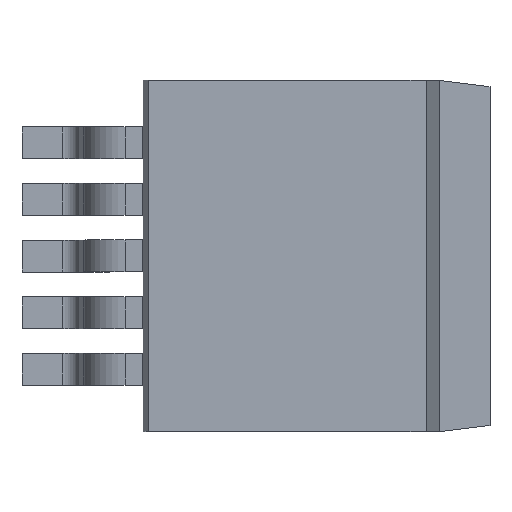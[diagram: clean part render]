
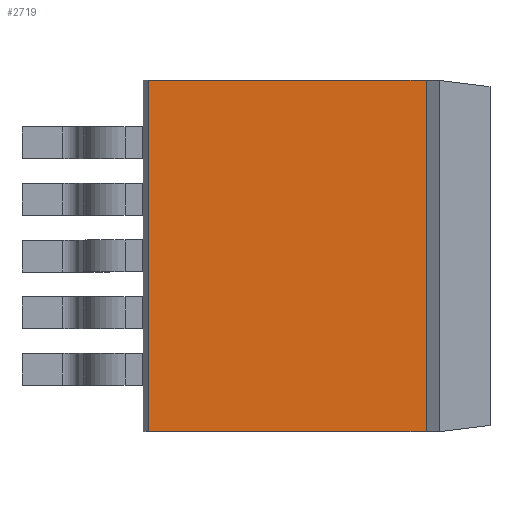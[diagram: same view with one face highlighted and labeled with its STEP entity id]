
A CAD part, top view. The second image highlights one B-rep face of the part: STEP entity #2719.
In plain terms, the highlighted planar face has unit normal (0, 0, 1).
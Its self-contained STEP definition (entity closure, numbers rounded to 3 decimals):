
#2578=CARTESIAN_POINT('',(-3.144,5.27,4.632));
#2579=VERTEX_POINT('',#2578);
#2586=CARTESIAN_POINT('',(5.191,5.27,4.632));
#2587=VERTEX_POINT('',#2586);
#2588=CARTESIAN_POINT('',(5.191,5.27,4.632));
#2589=DIRECTION('',(-1.0,0.0,0.0));
#2590=VECTOR('',#2589,8.336);
#2591=LINE('',#2588,#2590);
#2592=EDGE_CURVE('',#2587,#2579,#2591,.T.);
#2636=CARTESIAN_POINT('',(5.191,-5.27,4.632));
#2637=VERTEX_POINT('',#2636);
#2644=CARTESIAN_POINT('',(-3.144,-5.27,4.632));
#2645=VERTEX_POINT('',#2644);
#2646=CARTESIAN_POINT('',(-3.144,-5.27,4.632));
#2647=DIRECTION('',(1.0,0.0,0.0));
#2648=VECTOR('',#2647,8.336);
#2649=LINE('',#2646,#2648);
#2650=EDGE_CURVE('',#2645,#2637,#2649,.T.);
#2692=CARTESIAN_POINT('',(-3.144,5.27,4.632));
#2693=DIRECTION('',(0.0,-1.0,0.0));
#2694=VECTOR('',#2693,10.54);
#2695=LINE('',#2692,#2694);
#2696=EDGE_CURVE('',#2579,#2645,#2695,.T.);
#2703=CARTESIAN_POINT('',(-4.079,-5.869,4.632));
#2704=DIRECTION('',(0.0,0.0,1.0));
#2705=DIRECTION('',(1.0,0.0,0.0));
#2706=AXIS2_PLACEMENT_3D('',#2703,#2704,#2705);
#2707=PLANE('',#2706);
#2708=ORIENTED_EDGE('',*,*,#2650,.T.);
#2709=CARTESIAN_POINT('',(5.191,-5.27,4.632));
#2710=DIRECTION('',(0.0,1.0,0.0));
#2711=VECTOR('',#2710,10.54);
#2712=LINE('',#2709,#2711);
#2713=EDGE_CURVE('',#2587,#2637,#2712,.F.);
#2714=ORIENTED_EDGE('',*,*,#2713,.F.);
#2715=ORIENTED_EDGE('',*,*,#2592,.T.);
#2716=ORIENTED_EDGE('',*,*,#2696,.T.);
#2717=EDGE_LOOP('',(#2708,#2714,#2715,#2716));
#2718=FACE_OUTER_BOUND('',#2717,.T.);
#2719=ADVANCED_FACE('',(#2718),#2707,.T.);
